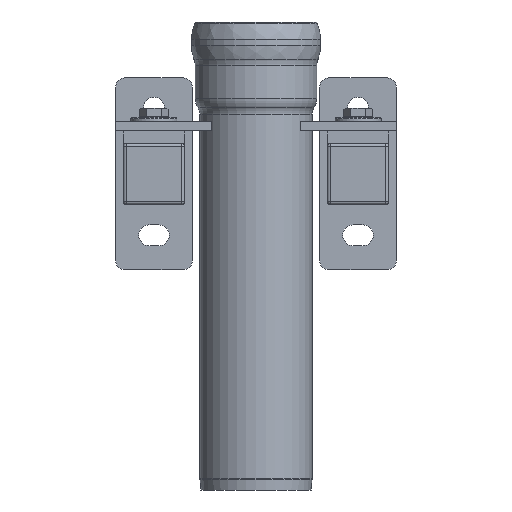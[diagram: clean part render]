
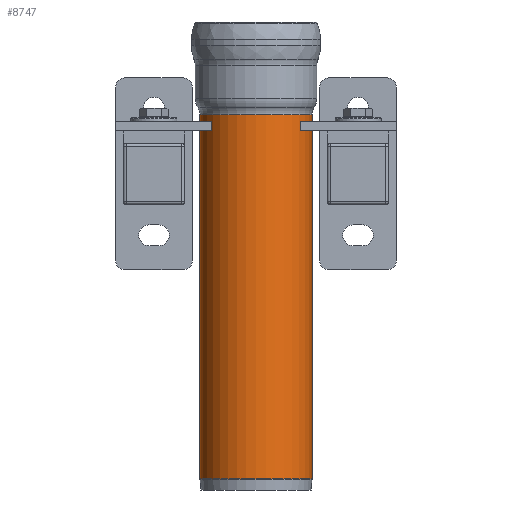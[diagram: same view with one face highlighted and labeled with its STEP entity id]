
A CAD part, front view. The second image highlights one B-rep face of the part: STEP entity #8747.
In plain terms, the highlighted cylindrical face has radius 36.5 mm (diameter 73 mm), a full revolution.
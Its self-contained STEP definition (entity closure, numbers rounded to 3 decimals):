
#939=FACE_OUTER_BOUND('',#1533,.T.);
#1533=EDGE_LOOP('',(#7678,#7679,#7680,#7681,#7682,#7683));
#2330=LINE('',#14643,#3102);
#3102=VECTOR('',#12004,36.5);
#3521=CIRCLE('',#9609,36.5);
#3522=CIRCLE('',#9610,36.5);
#3527=CIRCLE('',#9617,36.5);
#3528=CIRCLE('',#9618,36.5);
#4287=VERTEX_POINT('',#14626);
#4288=VERTEX_POINT('',#14627);
#4292=VERTEX_POINT('',#14640);
#4293=VERTEX_POINT('',#14641);
#5425=EDGE_CURVE('',#4287,#4288,#3521,.T.);
#5426=EDGE_CURVE('',#4288,#4287,#3522,.T.);
#5432=EDGE_CURVE('',#4292,#4293,#3527,.T.);
#5433=EDGE_CURVE('',#4292,#4288,#2330,.T.);
#5434=EDGE_CURVE('',#4293,#4292,#3528,.T.);
#7678=ORIENTED_EDGE('',*,*,#5432,.F.);
#7679=ORIENTED_EDGE('',*,*,#5433,.T.);
#7680=ORIENTED_EDGE('',*,*,#5425,.F.);
#7681=ORIENTED_EDGE('',*,*,#5426,.F.);
#7682=ORIENTED_EDGE('',*,*,#5433,.F.);
#7683=ORIENTED_EDGE('',*,*,#5434,.F.);
#8333=CYLINDRICAL_SURFACE('',#9616,36.5);
#8747=ADVANCED_FACE('',(#939),#8333,.T.);
#9609=AXIS2_PLACEMENT_3D('',#14628,#11985,#11986);
#9610=AXIS2_PLACEMENT_3D('',#14629,#11987,#11988);
#9616=AXIS2_PLACEMENT_3D('',#14639,#12000,#12001);
#9617=AXIS2_PLACEMENT_3D('',#14642,#12002,#12003);
#9618=AXIS2_PLACEMENT_3D('',#14644,#12005,#12006);
#11985=DIRECTION('center_axis',(0.,0.,-1.));
#11986=DIRECTION('ref_axis',(-1.,0.,0.));
#11987=DIRECTION('center_axis',(0.,0.,-1.));
#11988=DIRECTION('ref_axis',(-1.,0.,0.));
#12000=DIRECTION('center_axis',(0.,0.,1.));
#12001=DIRECTION('ref_axis',(1.,0.,0.));
#12002=DIRECTION('center_axis',(0.,0.,1.));
#12003=DIRECTION('ref_axis',(1.,0.,0.));
#12004=DIRECTION('',(0.,0.,-1.));
#12005=DIRECTION('center_axis',(0.,0.,1.));
#12006=DIRECTION('ref_axis',(1.,0.,0.));
#14626=CARTESIAN_POINT('',(-2916.197,-131.5,191.559));
#14627=CARTESIAN_POINT('',(-2952.697,-168.,191.559));
#14628=CARTESIAN_POINT('Origin',(-2916.197,-168.,191.559));
#14629=CARTESIAN_POINT('Origin',(-2916.197,-168.,191.559));
#14639=CARTESIAN_POINT('Origin',(-2916.197,-168.,192.683));
#14640=CARTESIAN_POINT('',(-2952.697,-168.,428.877));
#14641=CARTESIAN_POINT('',(-2916.197,-131.5,428.877));
#14642=CARTESIAN_POINT('Origin',(-2916.197,-168.,428.877));
#14643=CARTESIAN_POINT('',(-2952.697,-168.,192.683));
#14644=CARTESIAN_POINT('Origin',(-2916.197,-168.,428.877));
